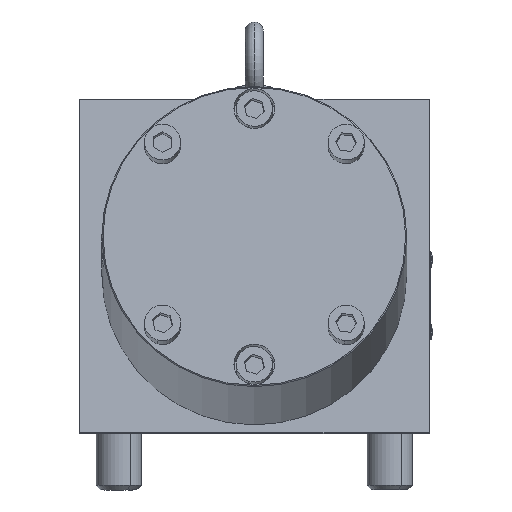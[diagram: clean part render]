
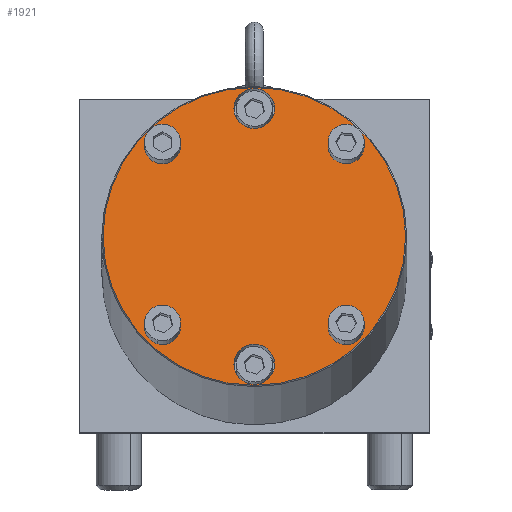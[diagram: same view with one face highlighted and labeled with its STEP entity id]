
A CAD part, left-side view. The second image highlights one B-rep face of the part: STEP entity #1921.
In plain terms, the highlighted planar face has unit normal (-0.985, 0, 0.174).
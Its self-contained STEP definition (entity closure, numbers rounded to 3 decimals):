
#1921=ADVANCED_FACE('',(#4988,#4989,#4990,#4991,#4992,#4993,#4994),#4995,.T.);
#4988=FACE_BOUND('',#9627,.T.);
#4989=FACE_BOUND('',#9628,.T.);
#4990=FACE_OUTER_BOUND('',#9629,.T.);
#4991=FACE_BOUND('',#9630,.T.);
#4992=FACE_BOUND('',#9631,.T.);
#4993=FACE_BOUND('',#9632,.T.);
#4994=FACE_BOUND('',#9633,.T.);
#4995=PLANE('',#9634);
#9627=EDGE_LOOP('',(#14734,#14735));
#9628=EDGE_LOOP('',(#14736,#14737));
#9629=EDGE_LOOP('',(#14738,#14739));
#9630=EDGE_LOOP('',(#14740,#14741));
#9631=EDGE_LOOP('',(#14742,#14743));
#9632=EDGE_LOOP('',(#14744,#14745));
#9633=EDGE_LOOP('',(#14746,#14747));
#9634=AXIS2_PLACEMENT_3D('',#14748,#14749,#14750);
#14734=ORIENTED_EDGE('',*,*,#26745,.T.);
#14735=ORIENTED_EDGE('',*,*,#27002,.T.);
#14736=ORIENTED_EDGE('',*,*,#26735,.T.);
#14737=ORIENTED_EDGE('',*,*,#27003,.T.);
#14738=ORIENTED_EDGE('',*,*,#26725,.F.);
#14739=ORIENTED_EDGE('',*,*,#27004,.F.);
#14740=ORIENTED_EDGE('',*,*,#26750,.T.);
#14741=ORIENTED_EDGE('',*,*,#27000,.T.);
#14742=ORIENTED_EDGE('',*,*,#26755,.T.);
#14743=ORIENTED_EDGE('',*,*,#26997,.T.);
#14744=ORIENTED_EDGE('',*,*,#26760,.T.);
#14745=ORIENTED_EDGE('',*,*,#26994,.T.);
#14746=ORIENTED_EDGE('',*,*,#26765,.T.);
#14747=ORIENTED_EDGE('',*,*,#26991,.T.);
#14748=CARTESIAN_POINT('',(-84.114,111.,87.326));
#14749=DIRECTION('',(-0.985,0.,0.174));
#14750=DIRECTION('',(0.,-1.0,0.));
#26725=EDGE_CURVE('',#31536,#31539,#31540,.T.);
#26735=EDGE_CURVE('',#31557,#31554,#31558,.T.);
#26745=EDGE_CURVE('',#31575,#31572,#31576,.T.);
#26750=EDGE_CURVE('',#31584,#31581,#31585,.T.);
#26755=EDGE_CURVE('',#31593,#31590,#31594,.T.);
#26760=EDGE_CURVE('',#31602,#31599,#31603,.T.);
#26765=EDGE_CURVE('',#31611,#31608,#31612,.T.);
#26991=EDGE_CURVE('',#31608,#31611,#31931,.T.);
#26994=EDGE_CURVE('',#31599,#31602,#31934,.T.);
#26997=EDGE_CURVE('',#31590,#31593,#31937,.T.);
#27000=EDGE_CURVE('',#31581,#31584,#31940,.T.);
#27002=EDGE_CURVE('',#31572,#31575,#31942,.T.);
#27003=EDGE_CURVE('',#31554,#31557,#31943,.T.);
#27004=EDGE_CURVE('',#31539,#31536,#31944,.T.);
#31536=VERTEX_POINT('',#38556);
#31539=VERTEX_POINT('',#38560);
#31540=CIRCLE('',#38561,67.);
#31554=VERTEX_POINT('',#38578);
#31557=VERTEX_POINT('',#38582);
#31558=CIRCLE('',#38583,9.);
#31572=VERTEX_POINT('',#38600);
#31575=VERTEX_POINT('',#38604);
#31576=CIRCLE('',#38605,9.);
#31581=VERTEX_POINT('',#38611);
#31584=VERTEX_POINT('',#38615);
#31585=CIRCLE('',#38616,5.5);
#31590=VERTEX_POINT('',#38622);
#31593=VERTEX_POINT('',#38626);
#31594=CIRCLE('',#38627,5.5);
#31599=VERTEX_POINT('',#38633);
#31602=VERTEX_POINT('',#38637);
#31603=CIRCLE('',#38638,5.5);
#31608=VERTEX_POINT('',#38644);
#31611=VERTEX_POINT('',#38648);
#31612=CIRCLE('',#38649,5.5);
#31931=CIRCLE('',#39470,5.5);
#31934=CIRCLE('',#39473,5.5);
#31937=CIRCLE('',#39476,5.5);
#31940=CIRCLE('',#39479,5.5);
#31942=CIRCLE('',#39481,9.);
#31943=CIRCLE('',#39482,9.);
#31944=CIRCLE('',#39483,67.);
#38556=CARTESIAN_POINT('',(-84.114,144.5,87.326));
#38560=CARTESIAN_POINT('',(-84.114,10.5,87.326));
#38561=AXIS2_PLACEMENT_3D('',#50316,#50317,#50318);
#38578=CARTESIAN_POINT('',(-74.129,68.5,143.953));
#38582=CARTESIAN_POINT('',(-74.129,86.5,143.953));
#38583=AXIS2_PLACEMENT_3D('',#50332,#50333,#50334);
#38600=CARTESIAN_POINT('',(-94.099,86.5,30.7));
#38604=CARTESIAN_POINT('',(-94.099,68.5,30.7));
#38605=AXIS2_PLACEMENT_3D('',#50348,#50349,#50350);
#38611=CARTESIAN_POINT('',(-76.098,118.159,132.784));
#38615=CARTESIAN_POINT('',(-78.009,118.159,121.951));
#38616=AXIS2_PLACEMENT_3D('',#50356,#50357,#50358);
#38622=CARTESIAN_POINT('',(-91.174,123.659,47.285));
#38626=CARTESIAN_POINT('',(-91.174,112.659,47.285));
#38627=AXIS2_PLACEMENT_3D('',#50364,#50365,#50366);
#38633=CARTESIAN_POINT('',(-92.129,36.841,41.869));
#38637=CARTESIAN_POINT('',(-90.219,36.841,52.702));
#38638=AXIS2_PLACEMENT_3D('',#50372,#50373,#50374);
#38644=CARTESIAN_POINT('',(-77.054,31.341,127.367));
#38648=CARTESIAN_POINT('',(-77.054,42.341,127.367));
#38649=AXIS2_PLACEMENT_3D('',#50380,#50381,#50382);
#39470=AXIS2_PLACEMENT_3D('',#50637,#50638,#50639);
#39473=AXIS2_PLACEMENT_3D('',#50643,#50644,#50645);
#39476=AXIS2_PLACEMENT_3D('',#50649,#50650,#50651);
#39479=AXIS2_PLACEMENT_3D('',#50655,#50656,#50657);
#39481=AXIS2_PLACEMENT_3D('',#50658,#50659,#50660);
#39482=AXIS2_PLACEMENT_3D('',#50661,#50662,#50663);
#39483=AXIS2_PLACEMENT_3D('',#50664,#50665,#50666);
#50316=CARTESIAN_POINT('',(-84.114,77.5,87.326));
#50317=DIRECTION('',(0.985,0.,-0.174));
#50318=DIRECTION('',(0.,1.0,0.));
#50332=CARTESIAN_POINT('',(-74.129,77.5,143.953));
#50333=DIRECTION('',(0.985,0.,-0.174));
#50334=DIRECTION('',(0.,-1.0,0.));
#50348=CARTESIAN_POINT('',(-94.099,77.5,30.7));
#50349=DIRECTION('',(0.985,0.,-0.174));
#50350=DIRECTION('',(0.,1.0,0.));
#50356=CARTESIAN_POINT('',(-77.054,118.159,127.367));
#50357=DIRECTION('',(0.985,0.,-0.174));
#50358=DIRECTION('',(0.174,0.,0.985));
#50364=CARTESIAN_POINT('',(-91.174,118.159,47.285));
#50365=DIRECTION('',(0.985,0.,-0.174));
#50366=DIRECTION('',(0.,1.0,0.));
#50372=CARTESIAN_POINT('',(-91.174,36.841,47.285));
#50373=DIRECTION('',(0.985,0.,-0.174));
#50374=DIRECTION('',(-0.174,0.,-0.985));
#50380=CARTESIAN_POINT('',(-77.054,36.841,127.367));
#50381=DIRECTION('',(0.985,0.,-0.174));
#50382=DIRECTION('',(0.,-1.0,0.));
#50637=CARTESIAN_POINT('',(-77.054,36.841,127.367));
#50638=DIRECTION('',(0.985,0.,-0.174));
#50639=DIRECTION('',(0.,-1.0,0.));
#50643=CARTESIAN_POINT('',(-91.174,36.841,47.285));
#50644=DIRECTION('',(0.985,0.,-0.174));
#50645=DIRECTION('',(-0.174,0.,-0.985));
#50649=CARTESIAN_POINT('',(-91.174,118.159,47.285));
#50650=DIRECTION('',(0.985,0.,-0.174));
#50651=DIRECTION('',(0.,1.0,0.));
#50655=CARTESIAN_POINT('',(-77.054,118.159,127.367));
#50656=DIRECTION('',(0.985,0.,-0.174));
#50657=DIRECTION('',(0.174,0.,0.985));
#50658=CARTESIAN_POINT('',(-94.099,77.5,30.7));
#50659=DIRECTION('',(0.985,0.,-0.174));
#50660=DIRECTION('',(0.,1.0,0.));
#50661=CARTESIAN_POINT('',(-74.129,77.5,143.953));
#50662=DIRECTION('',(0.985,0.,-0.174));
#50663=DIRECTION('',(0.,-1.0,0.));
#50664=CARTESIAN_POINT('',(-84.114,77.5,87.326));
#50665=DIRECTION('',(0.985,0.,-0.174));
#50666=DIRECTION('',(0.,1.0,0.));
